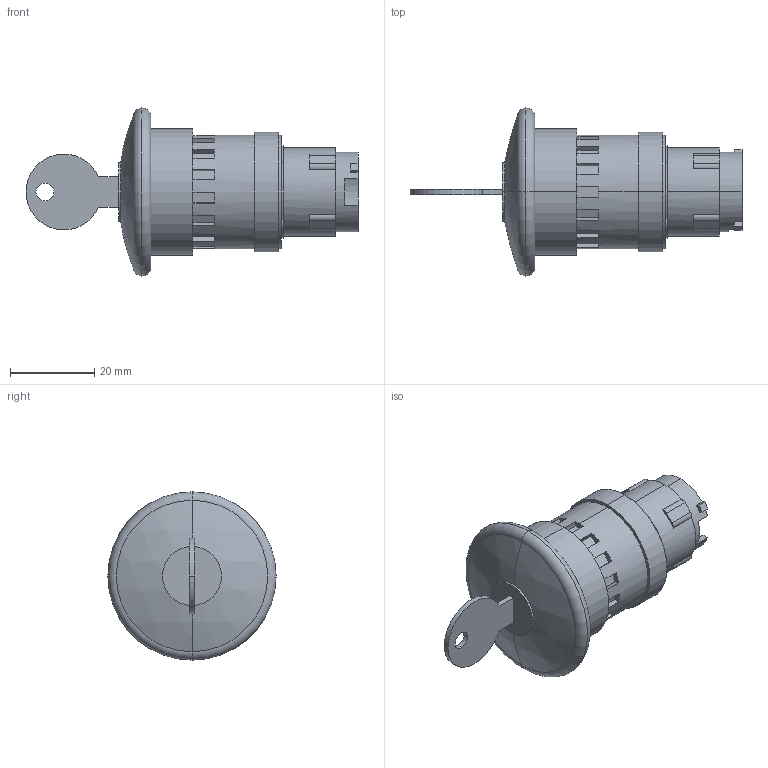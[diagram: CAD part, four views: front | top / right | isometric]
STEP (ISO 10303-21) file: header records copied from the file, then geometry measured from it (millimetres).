
FILE_DESCRIPTION(('starvars output'),'2;1');
FILE_NAME('ZB4BS94412_3D.stp','12:05:26 2020/03/31',( 'Thomas Industrial Network Germany GmbH'),( 'Thomas Industrial Network Germany GmbH'),'unknown preprocess','ACIS' ,'unknown authorization');
FILE_SCHEMA(('AUTOMOTIVE_DESIGN_CC2 {UNKNOWN IMPLEMENTATION LEVEL}'));
Length unit declared in the file: millimetre
Products named in the file (1): PRODUCT_ID_14
Bounding box: 78.95 x 40 x 40 mm (x, y, z)
Volume: 31588.9 mm3; surface area: 8087.3 mm2
Topology: 1 solids, 1 shells, 139 faces, 379 edges, 250 vertices
Faces by surface type: plane 93, cylinder 40, torus 4, sphere 2
Entity records: 5198 total; most frequent: ORIENTED_EDGE 758, CARTESIAN_POINT 682, DIRECTION 625, EDGE_CURVE 379, VERTEX_POINT 250, VECTOR 239, LINE 239, AXIS2_PLACEMENT_3D 193
